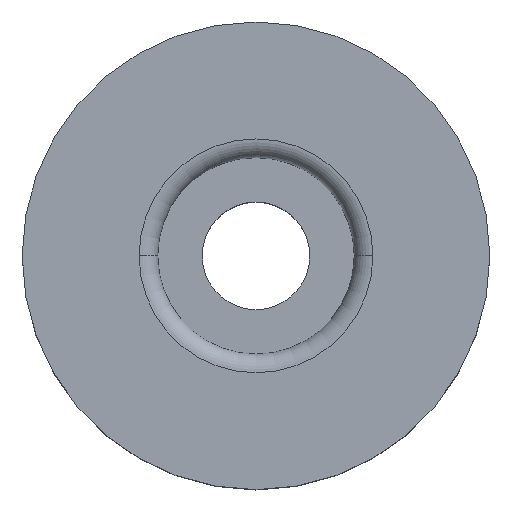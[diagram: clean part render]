
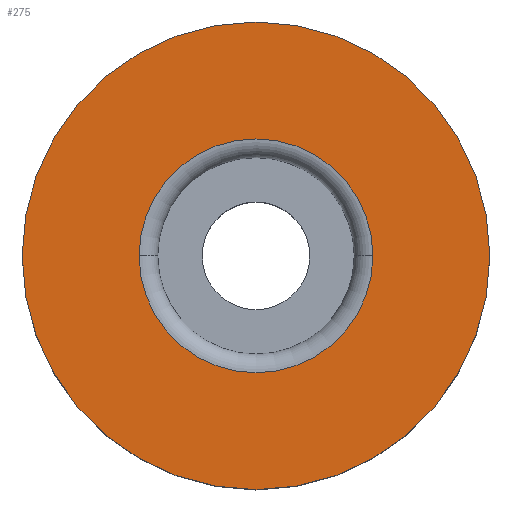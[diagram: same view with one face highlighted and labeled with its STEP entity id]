
A CAD part, top view. The second image highlights one B-rep face of the part: STEP entity #275.
In plain terms, the highlighted planar face has unit normal (0, 0, 1).
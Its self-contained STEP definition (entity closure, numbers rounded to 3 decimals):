
#3 = VERTEX_POINT ( 'NONE', #385 ) ;
#17 = CARTESIAN_POINT ( 'NONE',  ( 0., 0., 10. ) ) ;
#24 = DIRECTION ( 'NONE',  ( 1., 0., 0. ) ) ;
#36 = EDGE_LOOP ( 'NONE', ( #310, #347 ) ) ;
#39 = EDGE_CURVE ( 'NONE', #142, #153, #239, .T. ) ;
#42 = CARTESIAN_POINT ( 'NONE',  ( -12.5, 0., 10. ) ) ;
#53 = DIRECTION ( 'NONE',  ( 1., 0., 0. ) ) ;
#61 = AXIS2_PLACEMENT_3D ( 'NONE', #393, #386, #361 ) ;
#74 = CARTESIAN_POINT ( 'NONE',  ( -25., 0., 10. ) ) ;
#75 = FACE_BOUND ( 'NONE', #36, .T. ) ;
#79 = AXIS2_PLACEMENT_3D ( 'NONE', #17, #86, #205 ) ;
#86 = DIRECTION ( 'NONE',  ( 0., 0., 1. ) ) ;
#101 = CIRCLE ( 'NONE', #212, 12.5 ) ;
#105 = CIRCLE ( 'NONE', #379, 25. ) ;
#119 = DIRECTION ( 'NONE',  ( 0., 0., 1. ) ) ;
#142 = VERTEX_POINT ( 'NONE', #42 ) ;
#147 = ORIENTED_EDGE ( 'NONE', *, *, #431, .T. ) ;
#148 = PLANE ( 'NONE',  #79 ) ;
#153 = VERTEX_POINT ( 'NONE', #304 ) ;
#160 = AXIS2_PLACEMENT_3D ( 'NONE', #428, #231, #351 ) ;
#186 = EDGE_CURVE ( 'NONE', #307, #3, #247, .T. ) ;
#205 = DIRECTION ( 'NONE',  ( 1., 0., 0. ) ) ;
#212 = AXIS2_PLACEMENT_3D ( 'NONE', #438, #443, #24 ) ;
#231 = DIRECTION ( 'NONE',  ( 0., 0., -1. ) ) ;
#235 = CARTESIAN_POINT ( 'NONE',  ( 0., 0., 10. ) ) ;
#239 = CIRCLE ( 'NONE', #160, 12.5 ) ;
#247 = CIRCLE ( 'NONE', #61, 25. ) ;
#275 = ADVANCED_FACE ( 'NONE', ( #75, #399 ), #148, .T. ) ;
#284 = EDGE_CURVE ( 'NONE', #153, #142, #101, .T. ) ;
#304 = CARTESIAN_POINT ( 'NONE',  ( 12.5, 0., 10. ) ) ;
#307 = VERTEX_POINT ( 'NONE', #74 ) ;
#310 = ORIENTED_EDGE ( 'NONE', *, *, #284, .T. ) ;
#347 = ORIENTED_EDGE ( 'NONE', *, *, #39, .T. ) ;
#351 = DIRECTION ( 'NONE',  ( 1., 0., 0. ) ) ;
#361 = DIRECTION ( 'NONE',  ( 1., 0., 0. ) ) ;
#379 = AXIS2_PLACEMENT_3D ( 'NONE', #235, #119, #53 ) ;
#385 = CARTESIAN_POINT ( 'NONE',  ( 25., 0., 10. ) ) ;
#386 = DIRECTION ( 'NONE',  ( 0., 0., 1. ) ) ;
#393 = CARTESIAN_POINT ( 'NONE',  ( 0., 0., 10. ) ) ;
#399 = FACE_OUTER_BOUND ( 'NONE', #459, .T. ) ;
#428 = CARTESIAN_POINT ( 'NONE',  ( 0., 0., 10. ) ) ;
#431 = EDGE_CURVE ( 'NONE', #3, #307, #105, .T. ) ;
#438 = CARTESIAN_POINT ( 'NONE',  ( 0., 0., 10. ) ) ;
#443 = DIRECTION ( 'NONE',  ( 0., 0., -1. ) ) ;
#456 = ORIENTED_EDGE ( 'NONE', *, *, #186, .T. ) ;
#459 = EDGE_LOOP ( 'NONE', ( #456, #147 ) ) ;
